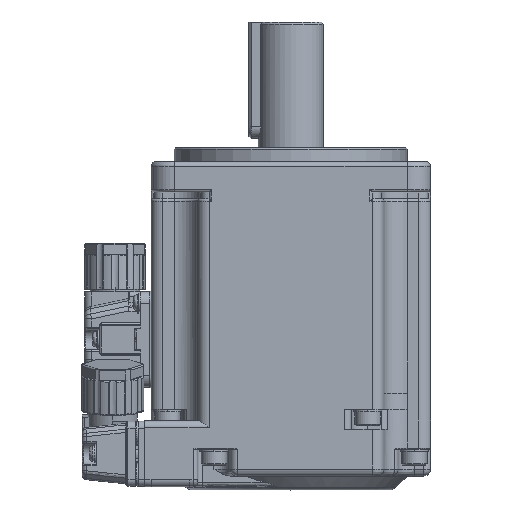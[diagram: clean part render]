
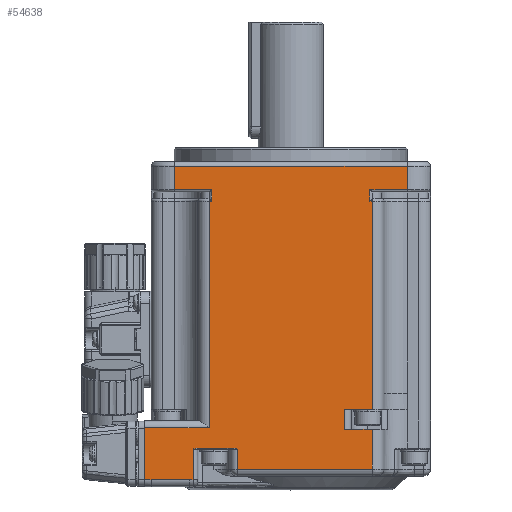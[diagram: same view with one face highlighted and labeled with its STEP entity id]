
A CAD part, left-side view. The second image highlights one B-rep face of the part: STEP entity #54638.
In plain terms, the highlighted planar face has unit normal (-1, 0, 0).
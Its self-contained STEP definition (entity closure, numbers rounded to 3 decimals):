
#2238=CARTESIAN_POINT('',(-180.,17.5,-103.7));
#2239=VERTEX_POINT('',#2238);
#2252=CARTESIAN_POINT('',(-180.,31.45,-103.7));
#2253=VERTEX_POINT('',#2252);
#2261=CARTESIAN_POINT('',(-180.,31.45,-103.7));
#2262=DIRECTION('',(0.,-1.,0.));
#2263=VECTOR('',#2262,13.95);
#2264=LINE('',#2261,#2263);
#2265=EDGE_CURVE('',#2253,#2239,#2264,.T.);
#2279=CARTESIAN_POINT('',(-180.,21.,-114.9));
#2280=VERTEX_POINT('',#2279);
#2287=CARTESIAN_POINT('',(-180.,21.715,-114.9));
#2288=VERTEX_POINT('',#2287);
#2289=CARTESIAN_POINT('',(-180.,21.,-114.9));
#2290=DIRECTION('',(0.,1.,0.));
#2291=VECTOR('',#2290,0.715);
#2292=LINE('',#2289,#2291);
#2293=EDGE_CURVE('',#2280,#2288,#2292,.T.);
#2339=CARTESIAN_POINT('',(-180.,12.598,-108.1));
#2340=VERTEX_POINT('',#2339);
#2352=CARTESIAN_POINT('',(-180.,20.108,-108.1));
#2353=VERTEX_POINT('',#2352);
#2354=CARTESIAN_POINT('',(-180.,12.598,-108.1));
#2355=DIRECTION('',(0.,1.,0.));
#2356=VECTOR('',#2355,7.51);
#2357=LINE('',#2354,#2356);
#2358=EDGE_CURVE('',#2340,#2353,#2357,.T.);
#2379=CARTESIAN_POINT('',(-180.,11.5,-112.6));
#2380=VERTEX_POINT('',#2379);
#2389=CARTESIAN_POINT('',(-180.,-17.5,-112.6));
#2390=VERTEX_POINT('',#2389);
#2398=CARTESIAN_POINT('',(-180.,-17.5,-112.6));
#2399=DIRECTION('',(0.,1.,0.));
#2400=VECTOR('',#2399,29.);
#2401=LINE('',#2398,#2400);
#2402=EDGE_CURVE('',#2390,#2380,#2401,.T.);
#2414=CARTESIAN_POINT('',(-180.,-17.5,-104.1));
#2415=VERTEX_POINT('',#2414);
#2423=CARTESIAN_POINT('',(-180.,-17.5,-104.1));
#2424=DIRECTION('',(0.,0.,-1.));
#2425=VECTOR('',#2424,8.5);
#2426=LINE('',#2423,#2425);
#2427=EDGE_CURVE('',#2415,#2390,#2426,.T.);
#2488=CARTESIAN_POINT('',(-180.,-11.5,-104.1));
#2489=VERTEX_POINT('',#2488);
#2497=CARTESIAN_POINT('',(-180.,-11.5,-104.1));
#2498=DIRECTION('',(0.,-1.,0.));
#2499=VECTOR('',#2498,6.);
#2500=LINE('',#2497,#2499);
#2501=EDGE_CURVE('',#2489,#2415,#2500,.T.);
#2535=CARTESIAN_POINT('',(-180.,-11.5,-99.8));
#2536=VERTEX_POINT('',#2535);
#2544=CARTESIAN_POINT('',(-180.,-11.5,-99.8));
#2545=DIRECTION('',(0.,0.,-1.));
#2546=VECTOR('',#2545,4.3);
#2547=LINE('',#2544,#2546);
#2548=EDGE_CURVE('',#2536,#2489,#2547,.T.);
#2567=CARTESIAN_POINT('',(-180.,-17.5,-99.8));
#2568=VERTEX_POINT('',#2567);
#2576=CARTESIAN_POINT('',(-180.,-17.5,-99.8));
#2577=DIRECTION('',(0.,1.,0.));
#2578=VECTOR('',#2577,6.);
#2579=LINE('',#2576,#2578);
#2580=EDGE_CURVE('',#2568,#2536,#2579,.T.);
#3674=CARTESIAN_POINT('',(-180.,31.45,-114.9));
#3675=VERTEX_POINT('',#3674);
#3683=CARTESIAN_POINT('',(-180.,31.45,-114.9));
#3684=DIRECTION('',(0.,0.,1.));
#3685=VECTOR('',#3684,11.2);
#3686=LINE('',#3683,#3685);
#3687=EDGE_CURVE('',#3675,#2253,#3686,.T.);
#4380=CARTESIAN_POINT('',(-180.,30.,-114.9));
#4381=VERTEX_POINT('',#4380);
#4388=CARTESIAN_POINT('',(-180.,30.,-114.9));
#4389=DIRECTION('',(0.,1.,0.));
#4390=VECTOR('',#4389,1.45);
#4391=LINE('',#4388,#4390);
#4392=EDGE_CURVE('',#4381,#3675,#4391,.T.);
#5406=CARTESIAN_POINT('',(-180.,30.,-114.9));
#5407=DIRECTION('',(0.,-1.,0.));
#5408=VECTOR('',#5407,8.285);
#5409=LINE('',#5406,#5408);
#5410=EDGE_CURVE('',#4381,#2288,#5409,.T.);
#21082=CARTESIAN_POINT('',(-180.,11.5,-108.3));
#21083=VERTEX_POINT('',#21082);
#21100=CARTESIAN_POINT('',(-180.,11.5,-108.3));
#21101=CARTESIAN_POINT('',(-180.,11.542,-108.25));
#21102=CARTESIAN_POINT('',(-180.,12.365,-108.1));
#21103=CARTESIAN_POINT('',(-180.,12.598,-108.1));
#21104=B_SPLINE_CURVE_WITH_KNOTS('',3,(#21100,#21101,#21102,#21103),.UNSPECIFIED.,.F.,.U.,(4,4),(0.,1.),.UNSPECIFIED.);
#21105=EDGE_CURVE('',#21083,#2340,#21104,.T.);
#22569=CARTESIAN_POINT('',(-180.,21.,-108.3));
#22570=VERTEX_POINT('',#22569);
#22584=CARTESIAN_POINT('',(-180.,21.,-108.3));
#22585=DIRECTION('',(0.,0.,-1.));
#22586=VECTOR('',#22585,6.6);
#22587=LINE('',#22584,#22586);
#22588=EDGE_CURVE('',#22570,#2280,#22587,.T.);
#22783=CARTESIAN_POINT('',(-180.,20.108,-108.1));
#22784=CARTESIAN_POINT('',(-180.,20.291,-108.1));
#22785=CARTESIAN_POINT('',(-180.,20.96,-108.25));
#22786=CARTESIAN_POINT('',(-180.,21.,-108.3));
#22787=B_SPLINE_CURVE_WITH_KNOTS('',3,(#22783,#22784,#22785,#22786),.UNSPECIFIED.,.F.,.U.,(4,4),(0.,1.),.UNSPECIFIED.);
#22788=EDGE_CURVE('',#2353,#22570,#22787,.T.);
#22824=CARTESIAN_POINT('',(-180.,11.5,-112.6));
#22825=DIRECTION('',(0.,0.,1.));
#22826=VECTOR('',#22825,4.3);
#22827=LINE('',#22824,#22826);
#22828=EDGE_CURVE('',#2380,#21083,#22827,.T.);
#54518=CARTESIAN_POINT('',(-180.,17.5,-55.1));
#54519=VERTEX_POINT('',#54518);
#54520=CARTESIAN_POINT('',(-180.,17.5,-103.7));
#54521=DIRECTION('',(0.,0.,1.));
#54522=VECTOR('',#54521,48.6);
#54523=LINE('',#54520,#54522);
#54524=EDGE_CURVE('',#2239,#54519,#54523,.T.);
#54537=CARTESIAN_POINT('',(-180.,3.225,-83.697));
#54538=DIRECTION('',(0.,1.,0.));
#54539=DIRECTION('',(1.,0.,0.));
#54540=AXIS2_PLACEMENT_3D('',#54537,#54539,#54538);
#54541=PLANE('',#54540);
#54542=ORIENTED_EDGE('',*,*,#2501,.T.);
#54543=ORIENTED_EDGE('',*,*,#2427,.T.);
#54544=ORIENTED_EDGE('',*,*,#2402,.T.);
#54545=ORIENTED_EDGE('',*,*,#22828,.T.);
#54546=ORIENTED_EDGE('',*,*,#21105,.T.);
#54547=ORIENTED_EDGE('',*,*,#2358,.T.);
#54548=ORIENTED_EDGE('',*,*,#22788,.T.);
#54549=ORIENTED_EDGE('',*,*,#22588,.T.);
#54550=ORIENTED_EDGE('',*,*,#2293,.T.);
#54551=ORIENTED_EDGE('',*,*,#5410,.F.);
#54552=ORIENTED_EDGE('',*,*,#4392,.T.);
#54553=ORIENTED_EDGE('',*,*,#3687,.T.);
#54554=ORIENTED_EDGE('',*,*,#2265,.T.);
#54555=ORIENTED_EDGE('',*,*,#54524,.T.);
#54556=CARTESIAN_POINT('',(-180.,17.,-55.1));
#54557=VERTEX_POINT('',#54556);
#54558=CARTESIAN_POINT('',(-180.,17.,-55.1));
#54559=DIRECTION('',(0.,1.,0.));
#54560=VECTOR('',#54559,0.5);
#54561=LINE('',#54558,#54560);
#54562=EDGE_CURVE('',#54557,#54519,#54561,.T.);
#54563=ORIENTED_EDGE('',*,*,#54562,.F.);
#54564=CARTESIAN_POINT('',(-180.,17.,-52.6));
#54565=VERTEX_POINT('',#54564);
#54566=CARTESIAN_POINT('',(-180.,17.,-52.6));
#54567=DIRECTION('',(0.,0.,-1.));
#54568=VECTOR('',#54567,2.5);
#54569=LINE('',#54566,#54568);
#54570=EDGE_CURVE('',#54565,#54557,#54569,.T.);
#54571=ORIENTED_EDGE('',*,*,#54570,.F.);
#54572=CARTESIAN_POINT('',(-180.,25.,-52.6));
#54573=VERTEX_POINT('',#54572);
#54574=CARTESIAN_POINT('',(-180.,25.,-52.6));
#54575=DIRECTION('',(0.,-1.,0.));
#54576=VECTOR('',#54575,8.);
#54577=LINE('',#54574,#54576);
#54578=EDGE_CURVE('',#54573,#54565,#54577,.T.);
#54579=ORIENTED_EDGE('',*,*,#54578,.F.);
#54580=CARTESIAN_POINT('',(-180.,25.,-47.6));
#54581=VERTEX_POINT('',#54580);
#54582=CARTESIAN_POINT('',(-180.,25.,-47.6));
#54583=DIRECTION('',(0.,0.,-1.));
#54584=VECTOR('',#54583,5.);
#54585=LINE('',#54582,#54584);
#54586=EDGE_CURVE('',#54581,#54573,#54585,.T.);
#54587=ORIENTED_EDGE('',*,*,#54586,.F.);
#54588=CARTESIAN_POINT('',(-180.,-25.,-47.6));
#54589=VERTEX_POINT('',#54588);
#54590=CARTESIAN_POINT('',(-180.,-25.,-47.6));
#54591=DIRECTION('',(0.,1.,0.));
#54592=VECTOR('',#54591,50.);
#54593=LINE('',#54590,#54592);
#54594=EDGE_CURVE('',#54589,#54581,#54593,.T.);
#54595=ORIENTED_EDGE('',*,*,#54594,.F.);
#54596=CARTESIAN_POINT('',(-180.,-25.,-52.6));
#54597=VERTEX_POINT('',#54596);
#54598=CARTESIAN_POINT('',(-180.,-25.,-52.6));
#54599=DIRECTION('',(0.,0.,1.));
#54600=VECTOR('',#54599,5.);
#54601=LINE('',#54598,#54600);
#54602=EDGE_CURVE('',#54597,#54589,#54601,.T.);
#54603=ORIENTED_EDGE('',*,*,#54602,.F.);
#54604=CARTESIAN_POINT('',(-180.,-17.,-52.6));
#54605=VERTEX_POINT('',#54604);
#54606=CARTESIAN_POINT('',(-180.,-17.,-52.6));
#54607=DIRECTION('',(0.,-1.,0.));
#54608=VECTOR('',#54607,8.);
#54609=LINE('',#54606,#54608);
#54610=EDGE_CURVE('',#54605,#54597,#54609,.T.);
#54611=ORIENTED_EDGE('',*,*,#54610,.F.);
#54612=CARTESIAN_POINT('',(-180.,-17.,-55.1));
#54613=VERTEX_POINT('',#54612);
#54614=CARTESIAN_POINT('',(-180.,-17.,-55.1));
#54615=DIRECTION('',(0.,0.,1.));
#54616=VECTOR('',#54615,2.5);
#54617=LINE('',#54614,#54616);
#54618=EDGE_CURVE('',#54613,#54605,#54617,.T.);
#54619=ORIENTED_EDGE('',*,*,#54618,.F.);
#54620=CARTESIAN_POINT('',(-180.,-17.5,-55.1));
#54621=VERTEX_POINT('',#54620);
#54622=CARTESIAN_POINT('',(-180.,-17.5,-55.1));
#54623=DIRECTION('',(0.,1.,0.));
#54624=VECTOR('',#54623,0.5);
#54625=LINE('',#54622,#54624);
#54626=EDGE_CURVE('',#54621,#54613,#54625,.T.);
#54627=ORIENTED_EDGE('',*,*,#54626,.F.);
#54628=CARTESIAN_POINT('',(-180.,-17.5,-99.8));
#54629=DIRECTION('',(0.,0.,1.));
#54630=VECTOR('',#54629,44.7);
#54631=LINE('',#54628,#54630);
#54632=EDGE_CURVE('',#2568,#54621,#54631,.T.);
#54633=ORIENTED_EDGE('',*,*,#54632,.F.);
#54634=ORIENTED_EDGE('',*,*,#2580,.T.);
#54635=ORIENTED_EDGE('',*,*,#2548,.T.);
#54636=EDGE_LOOP('',(#54542,#54543,#54544,#54545,#54546,#54547,#54548,#54549,#54550,#54551,#54552,#54553,#54554,#54555,#54563,#54571,#54579,#54587,#54595,#54603,#54611,#54619,#54627,#54633,#54634,#54635));
#54637=FACE_OUTER_BOUND('',#54636,.F.);
#54638=ADVANCED_FACE('',(#54637),#54541,.F.);
